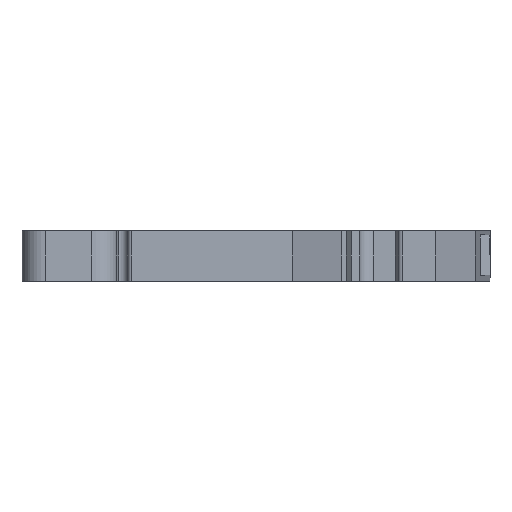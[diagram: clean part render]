
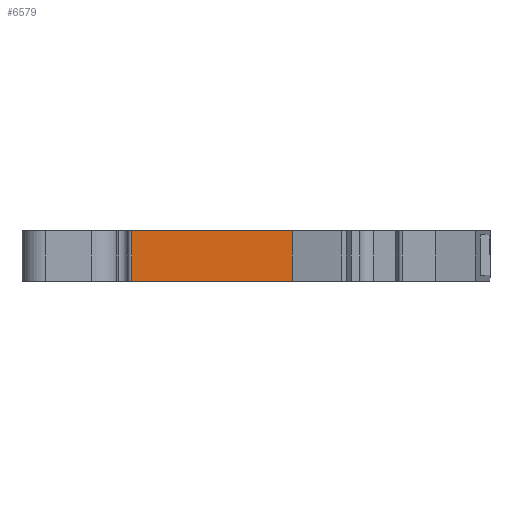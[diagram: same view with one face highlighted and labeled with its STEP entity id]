
A CAD part, front view. The second image highlights one B-rep face of the part: STEP entity #6579.
In plain terms, the highlighted planar face has unit normal (0, -1, 0).
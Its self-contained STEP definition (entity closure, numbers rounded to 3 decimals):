
#194 = VERTEX_POINT ( 'NONE', #9315 ) ;
#564 = LINE ( 'NONE', #11742, #9637 ) ;
#2313 = DIRECTION ( 'NONE',  ( 0., 0., -1. ) ) ;
#2785 = LINE ( 'NONE', #14027, #5177 ) ;
#3327 = EDGE_CURVE ( 'NONE', #7297, #4251, #8370, .T. ) ;
#3698 = CARTESIAN_POINT ( 'NONE',  ( 4., 0., -3. ) ) ;
#4251 = VERTEX_POINT ( 'NONE', #14288 ) ;
#4633 = PLANE ( 'NONE',  #10959 ) ;
#5177 = VECTOR ( 'NONE', #2313, 1000. ) ;
#6579 = ADVANCED_FACE ( 'NONE', ( #8034 ), #4633, .F. ) ;
#7297 = VERTEX_POINT ( 'NONE', #10320 ) ;
#7563 = EDGE_CURVE ( 'NONE', #7297, #13347, #564, .T. ) ;
#8034 = FACE_OUTER_BOUND ( 'NONE', #11071, .T. ) ;
#8370 = LINE ( 'NONE', #13408, #8403 ) ;
#8403 = VECTOR ( 'NONE', #13389, 1000. ) ;
#9042 = ORIENTED_EDGE ( 'NONE', *, *, #13256, .F. ) ;
#9315 = CARTESIAN_POINT ( 'NONE',  ( 4., 0., 3. ) ) ;
#9637 = VECTOR ( 'NONE', #14111, 1000. ) ;
#10320 = CARTESIAN_POINT ( 'NONE',  ( -15.1, 0., -3. ) ) ;
#10959 = AXIS2_PLACEMENT_3D ( 'NONE', #14448, #14405, #14355 ) ;
#11071 = EDGE_LOOP ( 'NONE', ( #12797, #15051, #9042, #11102 ) ) ;
#11102 = ORIENTED_EDGE ( 'NONE', *, *, #13166, .F. ) ;
#11647 = LINE ( 'NONE', #13854, #14344 ) ;
#11742 = CARTESIAN_POINT ( 'NONE',  ( 0., 0., -3. ) ) ;
#12797 = ORIENTED_EDGE ( 'NONE', *, *, #3327, .F. ) ;
#13166 = EDGE_CURVE ( 'NONE', #4251, #194, #11647, .T. ) ;
#13256 = EDGE_CURVE ( 'NONE', #194, #13347, #2785, .T. ) ;
#13347 = VERTEX_POINT ( 'NONE', #3698 ) ;
#13389 = DIRECTION ( 'NONE',  ( 0., 0., 1. ) ) ;
#13408 = CARTESIAN_POINT ( 'NONE',  ( -15.1, 0., 3. ) ) ;
#13854 = CARTESIAN_POINT ( 'NONE',  ( 0., 0., 3. ) ) ;
#14027 = CARTESIAN_POINT ( 'NONE',  ( 4., 0., 3. ) ) ;
#14111 = DIRECTION ( 'NONE',  ( 1., 0., 0. ) ) ;
#14288 = CARTESIAN_POINT ( 'NONE',  ( -15.1, 0., 3. ) ) ;
#14344 = VECTOR ( 'NONE', #14996, 1000. ) ;
#14355 = DIRECTION ( 'NONE',  ( -1., 0., 0. ) ) ;
#14405 = DIRECTION ( 'NONE',  ( 0., 1., 0. ) ) ;
#14448 = CARTESIAN_POINT ( 'NONE',  ( 0., 0., 3. ) ) ;
#14996 = DIRECTION ( 'NONE',  ( 1., 0., 0. ) ) ;
#15051 = ORIENTED_EDGE ( 'NONE', *, *, #7563, .T. ) ;
